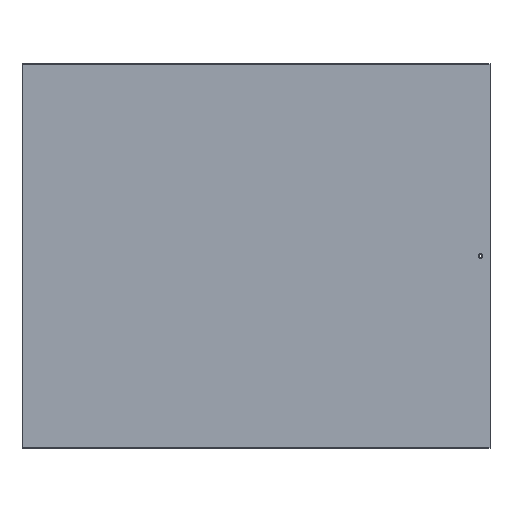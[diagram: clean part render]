
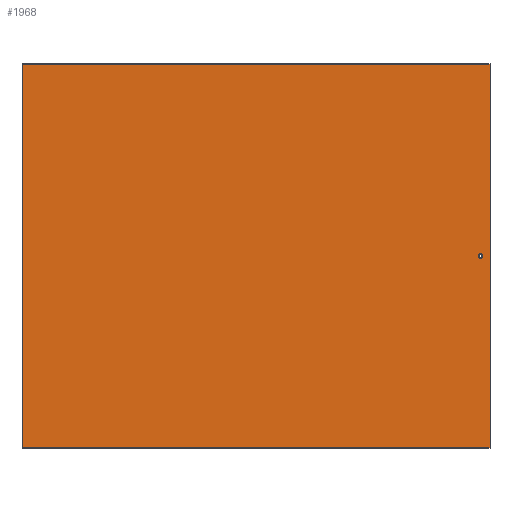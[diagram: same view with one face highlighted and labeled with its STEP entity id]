
A CAD part, front view. The second image highlights one B-rep face of the part: STEP entity #1968.
In plain terms, the highlighted planar face has unit normal (0, -1, 0).
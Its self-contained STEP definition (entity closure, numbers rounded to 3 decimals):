
#193 = VERTEX_POINT ( 'NONE', #315 ) ;
#217 = VERTEX_POINT ( 'NONE', #291 ) ;
#218 = VERTEX_POINT ( 'NONE', #290 ) ;
#290 = CARTESIAN_POINT ( 'NONE',  ( 731., 0., -599. ) ) ;
#291 = CARTESIAN_POINT ( 'NONE',  ( 731., 0., 1. ) ) ;
#315 = CARTESIAN_POINT ( 'NONE',  ( 0., 0., 1. ) ) ;
#479 = VERTEX_POINT ( 'NONE', #1176 ) ;
#639 = EDGE_CURVE ( 'NONE', #193, #217, #970, .T. ) ;
#641 = EDGE_CURVE ( 'NONE', #217, #218, #972, .T. ) ;
#645 = EDGE_CURVE ( 'NONE', #1565, #218, #982, .T. ) ;
#649 = EDGE_CURVE ( 'NONE', #479, #479, #990, .T. ) ;
#691 = EDGE_CURVE ( 'NONE', #193, #1565, #709, .T. ) ;
#709 = LINE ( 'NONE', #1384, #712 ) ;
#712 = VECTOR ( 'NONE', #1381, 1000. ) ;
#823 = FACE_BOUND ( 'NONE', #1669, .T. ) ;
#827 = FACE_OUTER_BOUND ( 'NONE', #1602, .T. ) ;
#888 = DIRECTION ( 'NONE',  ( 0., 0., -1. ) ) ;
#889 = DIRECTION ( 'NONE',  ( 0., -1., 0. ) ) ;
#890 = CARTESIAN_POINT ( 'NONE',  ( 716., 0., -299. ) ) ;
#898 = DIRECTION ( 'NONE',  ( 1., 0., 0. ) ) ;
#899 = CARTESIAN_POINT ( 'NONE',  ( 0., 0., -599. ) ) ;
#905 = DIRECTION ( 'NONE',  ( 0., 0., -1. ) ) ;
#970 = LINE ( 'NONE', #1753, #973 ) ;
#972 = LINE ( 'NONE', #1763, #977 ) ;
#973 = VECTOR ( 'NONE', #1751, 1000. ) ;
#977 = VECTOR ( 'NONE', #905, 1000. ) ;
#982 = LINE ( 'NONE', #899, #985 ) ;
#985 = VECTOR ( 'NONE', #898, 1000. ) ;
#990 = CIRCLE ( 'NONE', #1868, 3.5 ) ;
#1106 = CARTESIAN_POINT ( 'NONE',  ( 0., 0., -599. ) ) ;
#1176 = CARTESIAN_POINT ( 'NONE',  ( 716., 0., -302.5 ) ) ;
#1311 = ORIENTED_EDGE ( 'NONE', *, *, #641, .F. ) ;
#1312 = ORIENTED_EDGE ( 'NONE', *, *, #691, .T. ) ;
#1313 = ORIENTED_EDGE ( 'NONE', *, *, #645, .T. ) ;
#1314 = ORIENTED_EDGE ( 'NONE', *, *, #639, .F. ) ;
#1315 = ORIENTED_EDGE ( 'NONE', *, *, #649, .F. ) ;
#1381 = DIRECTION ( 'NONE',  ( 0., 0., -1. ) ) ;
#1384 = CARTESIAN_POINT ( 'NONE',  ( 0., 0., 1. ) ) ;
#1433 = AXIS2_PLACEMENT_3D ( 'NONE', #1913, #1907, #1906 ) ;
#1565 = VERTEX_POINT ( 'NONE', #1106 ) ;
#1602 = EDGE_LOOP ( 'NONE', ( #1312, #1313, #1311, #1314 ) ) ;
#1669 = EDGE_LOOP ( 'NONE', ( #1315 ) ) ;
#1751 = DIRECTION ( 'NONE',  ( 1., 0., 0. ) ) ;
#1753 = CARTESIAN_POINT ( 'NONE',  ( 0., 0., 1. ) ) ;
#1763 = CARTESIAN_POINT ( 'NONE',  ( 731., 0., 1. ) ) ;
#1868 = AXIS2_PLACEMENT_3D ( 'NONE', #890, #889, #888 ) ;
#1906 = DIRECTION ( 'NONE',  ( 0., 0., 1. ) ) ;
#1907 = DIRECTION ( 'NONE',  ( 0., 1., 0. ) ) ;
#1913 = CARTESIAN_POINT ( 'NONE',  ( 0., 0., 1. ) ) ;
#1915 = PLANE ( 'NONE',  #1433 ) ;
#1968 = ADVANCED_FACE ( 'NONE', ( #823, #827 ), #1915, .F. ) ;
